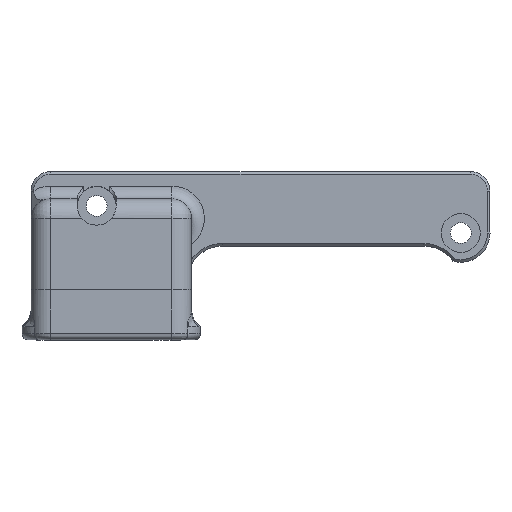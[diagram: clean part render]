
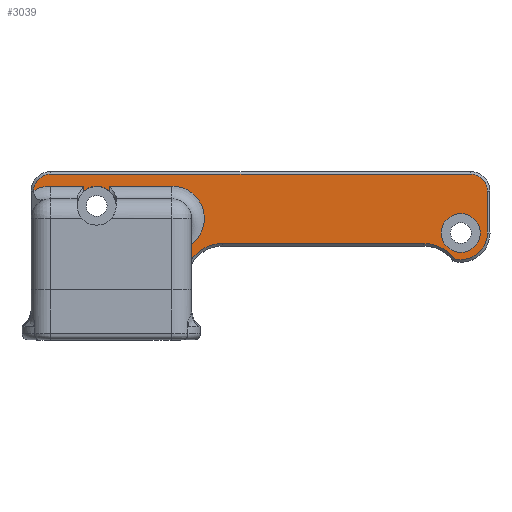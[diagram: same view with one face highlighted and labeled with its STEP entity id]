
A CAD part, top view. The second image highlights one B-rep face of the part: STEP entity #3039.
In plain terms, the highlighted planar face has unit normal (0, 0, 1).
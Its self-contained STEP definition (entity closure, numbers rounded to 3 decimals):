
#133=FACE_BOUND('',#490,.T.);
#171=CIRCLE('',#3259,3.);
#172=CIRCLE('',#3260,5.);
#173=CIRCLE('',#3261,5.9);
#174=CIRCLE('',#3262,5.9);
#175=CIRCLE('',#3263,4.1);
#176=CIRCLE('',#3264,2.6);
#177=CIRCLE('',#3265,2.6);
#178=CIRCLE('',#3266,5.);
#179=CIRCLE('',#3267,3.);
#306=FACE_OUTER_BOUND('',#489,.T.);
#489=EDGE_LOOP('',(#2100,#2101,#2102,#2103,#2104,#2105,#2106,#2107,#2108,
#2109,#2110,#2111,#2112,#2113,#2114,#2115));
#490=EDGE_LOOP('',(#2116));
#699=LINE('',#4613,#984);
#700=LINE('',#4641,#985);
#701=LINE('',#4645,#986);
#702=LINE('',#4649,#987);
#703=LINE('',#4653,#988);
#704=LINE('',#4659,#989);
#705=LINE('',#4663,#990);
#706=LINE('',#4668,#991);
#984=VECTOR('',#3664,10.);
#985=VECTOR('',#3667,10.);
#986=VECTOR('',#3672,10.);
#987=VECTOR('',#3675,10.);
#988=VECTOR('',#3678,10.);
#989=VECTOR('',#3683,10.);
#990=VECTOR('',#3686,10.);
#991=VECTOR('',#3691,10.);
#1279=VERTEX_POINT('',#4603);
#1280=VERTEX_POINT('',#4612);
#1281=VERTEX_POINT('',#4623);
#1282=VERTEX_POINT('',#4632);
#1283=VERTEX_POINT('',#4644);
#1284=VERTEX_POINT('',#4646);
#1285=VERTEX_POINT('',#4648);
#1286=VERTEX_POINT('',#4650);
#1287=VERTEX_POINT('',#4652);
#1288=VERTEX_POINT('',#4654);
#1289=VERTEX_POINT('',#4656);
#1290=VERTEX_POINT('',#4658);
#1291=VERTEX_POINT('',#4660);
#1292=VERTEX_POINT('',#4662);
#1293=VERTEX_POINT('',#4664);
#1294=VERTEX_POINT('',#4666);
#1295=VERTEX_POINT('',#4669);
#1595=EDGE_CURVE('',#1279,#1280,#699,.T.);
#1599=EDGE_CURVE('',#1282,#1281,#700,.T.);
#1600=EDGE_CURVE('',#1279,#1281,#171,.T.);
#1601=EDGE_CURVE('',#1283,#1282,#701,.T.);
#1602=EDGE_CURVE('',#1284,#1283,#172,.T.);
#1603=EDGE_CURVE('',#1285,#1284,#702,.T.);
#1604=EDGE_CURVE('',#1286,#1285,#173,.T.);
#1605=EDGE_CURVE('',#1287,#1286,#703,.T.);
#1606=EDGE_CURVE('',#1288,#1287,#174,.T.);
#1607=EDGE_CURVE('',#1289,#1288,#175,.T.);
#1608=EDGE_CURVE('',#1290,#1289,#704,.T.);
#1609=EDGE_CURVE('',#1291,#1290,#176,.T.);
#1610=EDGE_CURVE('',#1292,#1291,#705,.T.);
#1611=EDGE_CURVE('',#1293,#1292,#177,.T.);
#1612=EDGE_CURVE('',#1294,#1293,#178,.T.);
#1613=EDGE_CURVE('',#1280,#1294,#706,.T.);
#1614=EDGE_CURVE('',#1295,#1295,#179,.T.);
#2100=ORIENTED_EDGE('',*,*,#1595,.F.);
#2101=ORIENTED_EDGE('',*,*,#1600,.T.);
#2102=ORIENTED_EDGE('',*,*,#1599,.F.);
#2103=ORIENTED_EDGE('',*,*,#1601,.F.);
#2104=ORIENTED_EDGE('',*,*,#1602,.F.);
#2105=ORIENTED_EDGE('',*,*,#1603,.F.);
#2106=ORIENTED_EDGE('',*,*,#1604,.F.);
#2107=ORIENTED_EDGE('',*,*,#1605,.F.);
#2108=ORIENTED_EDGE('',*,*,#1606,.F.);
#2109=ORIENTED_EDGE('',*,*,#1607,.F.);
#2110=ORIENTED_EDGE('',*,*,#1608,.F.);
#2111=ORIENTED_EDGE('',*,*,#1609,.F.);
#2112=ORIENTED_EDGE('',*,*,#1610,.F.);
#2113=ORIENTED_EDGE('',*,*,#1611,.F.);
#2114=ORIENTED_EDGE('',*,*,#1612,.F.);
#2115=ORIENTED_EDGE('',*,*,#1613,.F.);
#2116=ORIENTED_EDGE('',*,*,#1614,.T.);
#2923=PLANE('',#3258);
#3039=ADVANCED_FACE('',(#306,#133),#2923,.T.);
#3258=AXIS2_PLACEMENT_3D('',#4642,#3668,#3669);
#3259=AXIS2_PLACEMENT_3D('',#4643,#3670,#3671);
#3260=AXIS2_PLACEMENT_3D('',#4647,#3673,#3674);
#3261=AXIS2_PLACEMENT_3D('',#4651,#3676,#3677);
#3262=AXIS2_PLACEMENT_3D('',#4655,#3679,#3680);
#3263=AXIS2_PLACEMENT_3D('',#4657,#3681,#3682);
#3264=AXIS2_PLACEMENT_3D('',#4661,#3684,#3685);
#3265=AXIS2_PLACEMENT_3D('',#4665,#3687,#3688);
#3266=AXIS2_PLACEMENT_3D('',#4667,#3689,#3690);
#3267=AXIS2_PLACEMENT_3D('',#4670,#3692,#3693);
#3664=DIRECTION('',(0.,1.,0.));
#3667=DIRECTION('',(0.,-1.,0.));
#3668=DIRECTION('center_axis',(0.,0.,
1.));
#3669=DIRECTION('ref_axis',(-1.,0.,0.));
#3670=DIRECTION('center_axis',(0.,0.,
-1.));
#3671=DIRECTION('ref_axis',(-1.,0.,0.));
#3672=DIRECTION('',(-1.,0.,0.));
#3673=DIRECTION('center_axis',(0.,0.,
1.));
#3674=DIRECTION('ref_axis',(0.,1.,0.));
#3675=DIRECTION('',(0.,1.,0.));
#3676=DIRECTION('center_axis',(0.,0.,
1.));
#3677=DIRECTION('ref_axis',(0.,1.,0.));
#3678=DIRECTION('',(-1.,0.,0.));
#3679=DIRECTION('center_axis',(0.,0.,
1.));
#3680=DIRECTION('ref_axis',(1.,0.,0.));
#3681=DIRECTION('center_axis',(0.,0.,
-1.));
#3682=DIRECTION('ref_axis',(1.,0.,0.));
#3683=DIRECTION('',(0.,-1.,0.));
#3684=DIRECTION('center_axis',(0.,0.,
-1.));
#3685=DIRECTION('ref_axis',(0.707,0.707,0.));
#3686=DIRECTION('',(1.,0.,0.));
#3687=DIRECTION('center_axis',(0.,0.,
-1.));
#3688=DIRECTION('ref_axis',(-0.707,0.707,0.));
#3689=DIRECTION('center_axis',(0.,0.,
1.));
#3690=DIRECTION('ref_axis',(-0.501,0.866,0.));
#3691=DIRECTION('',(-1.,0.,0.));
#3692=DIRECTION('center_axis',(0.,0.,
-1.));
#3693=DIRECTION('ref_axis',(-1.,0.,0.));
#4603=CARTESIAN_POINT('',(279.662,399.956,119.497));
#4612=CARTESIAN_POINT('',(279.662,400.779,119.497));
#4613=CARTESIAN_POINT('',(279.662,397.858,119.497));
#4623=CARTESIAN_POINT('',(283.662,399.956,119.497));
#4632=CARTESIAN_POINT('',(283.662,400.779,119.497));
#4641=CARTESIAN_POINT('',(283.662,395.218,119.497));
#4642=CARTESIAN_POINT('Origin',(320.201,392.715,119.497));
#4643=CARTESIAN_POINT('Origin',(281.662,397.72,119.497));
#4644=CARTESIAN_POINT('',(293.249,400.779,119.497));
#4645=CARTESIAN_POINT('',(308.385,400.779,119.497));
#4646=CARTESIAN_POINT('',(295.568,391.35,119.497));
#4647=CARTESIAN_POINT('Origin',(293.249,395.779,119.497));
#4648=CARTESIAN_POINT('',(295.568,388.223,119.497));
#4649=CARTESIAN_POINT('',(295.568,381.767,119.497));
#4650=CARTESIAN_POINT('',(301.046,391.93,119.497));
#4651=CARTESIAN_POINT('Origin',(301.046,386.03,119.497));
#4652=CARTESIAN_POINT('',(332.046,391.93,119.497));
#4653=CARTESIAN_POINT('',(310.623,391.93,119.497));
#4654=CARTESIAN_POINT('',(336.774,389.559,119.497));
#4655=CARTESIAN_POINT('Origin',(332.046,386.03,119.497));
#4656=CARTESIAN_POINT('',(341.841,393.543,119.496));
#4657=CARTESIAN_POINT('Origin',(337.741,393.543,119.496));
#4658=CARTESIAN_POINT('',(341.841,400.,119.496));
#4659=CARTESIAN_POINT('',(341.841,405.498,119.496));
#4660=CARTESIAN_POINT('',(339.241,402.6,119.496));
#4661=CARTESIAN_POINT('Origin',(339.241,400.,119.496));
#4662=CARTESIAN_POINT('',(274.568,402.6,119.497));
#4663=CARTESIAN_POINT('',(323.562,402.6,119.497));
#4664=CARTESIAN_POINT('',(271.969,400.051,119.498));
#4665=CARTESIAN_POINT('Origin',(274.568,400.,119.497));
#4666=CARTESIAN_POINT('',(274.568,400.779,119.497));
#4667=CARTESIAN_POINT('Origin',(274.568,395.779,119.497));
#4668=CARTESIAN_POINT('',(308.385,400.779,119.497));
#4669=CARTESIAN_POINT('',(340.741,393.543,119.496));
#4670=CARTESIAN_POINT('Origin',(337.741,393.543,119.496));
